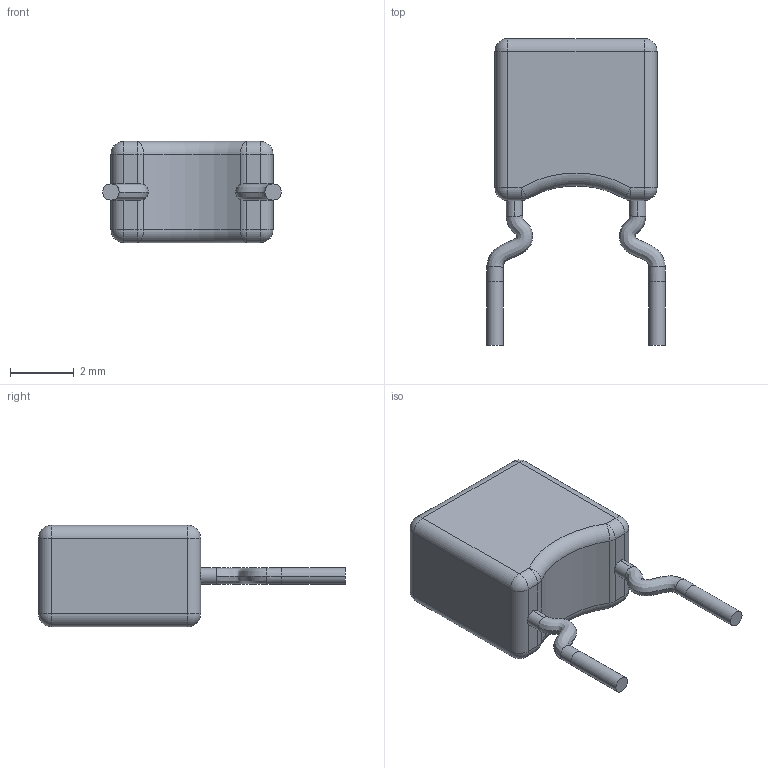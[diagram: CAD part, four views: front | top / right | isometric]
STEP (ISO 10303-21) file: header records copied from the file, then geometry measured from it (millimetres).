
FILE_DESCRIPTION (( 'STEP AP214' ), '1' );
FILE_NAME ('User Library-Capacitor no pol 0.2in pitch.STEP', '2013-06-17T01:07:15', ( 'Windows User' ), ( '' ), 'SwSTEP 2.0', 'SolidWorks 2013', '' );
FILE_SCHEMA (( 'AUTOMOTIVE_DESIGN' ));
Length unit declared in the file: millimetre
Products named in the file (1): User Library-Capacitor no pol 0.2in pitch
Bounding box: 5.59 x 9.62 x 3.17 mm (x, y, z)
Volume: 79 mm3; surface area: 121.6 mm2
Topology: 1 solids, 1 shells, 62 faces, 140 edges, 68 vertices
Faces by surface type: cylinder 25, plane 15, sphere 12, bspline 8, torus 2
Entity records: 3144 total; most frequent: CARTESIAN_POINT 1175, DIRECTION 278, ORIENTED_EDGE 256, EDGE_CURVE 128, AXIS2_PLACEMENT_3D 115, VERTEX_POINT 68, UNCERTAINTY_MEASURE_WITH_UNIT 65, PRESENTATION_LAYER_ASSIGNMENT 64
